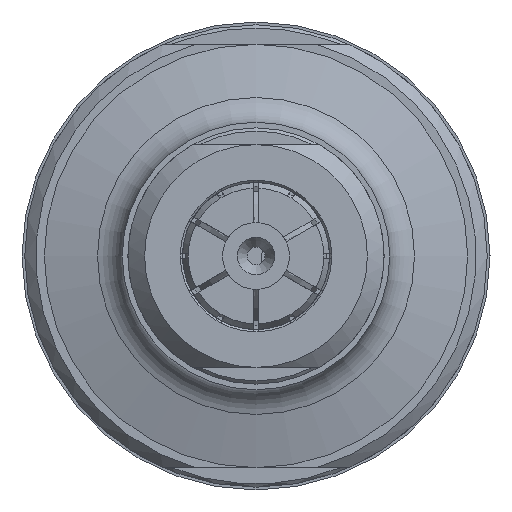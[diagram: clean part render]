
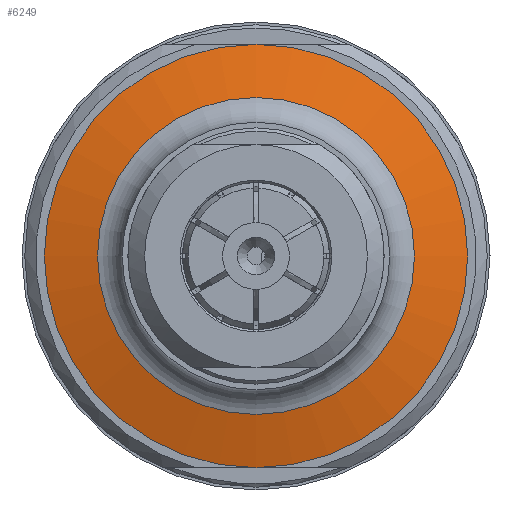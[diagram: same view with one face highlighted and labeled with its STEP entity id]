
A CAD part, left-side view. The second image highlights one B-rep face of the part: STEP entity #6249.
In plain terms, the highlighted conical face has half-angle 75 degrees and reference radius 16.612 mm.
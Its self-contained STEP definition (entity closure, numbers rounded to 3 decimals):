
#473=CONICAL_SURFACE('',#6744,16.612,1.309);
#677=LINE('',#9659,#1115);
#1115=VECTOR('',#7759,16.612);
#1567=FACE_OUTER_BOUND('',#1925,.T.);
#1925=EDGE_LOOP('',(#4503,#4504,#4505,#4506,#4507));
#2305=CIRCLE('',#6743,19.);
#2306=CIRCLE('',#6745,14.224);
#2307=CIRCLE('',#6746,14.224);
#2727=VERTEX_POINT('',#9654);
#2728=VERTEX_POINT('',#9658);
#2729=VERTEX_POINT('',#9660);
#3404=EDGE_CURVE('',#2727,#2727,#2305,.T.);
#3405=EDGE_CURVE('',#2727,#2728,#677,.T.);
#3406=EDGE_CURVE('',#2728,#2729,#2306,.T.);
#3407=EDGE_CURVE('',#2729,#2728,#2307,.T.);
#4503=ORIENTED_EDGE('',*,*,#3404,.F.);
#4504=ORIENTED_EDGE('',*,*,#3405,.T.);
#4505=ORIENTED_EDGE('',*,*,#3406,.T.);
#4506=ORIENTED_EDGE('',*,*,#3407,.T.);
#4507=ORIENTED_EDGE('',*,*,#3405,.F.);
#6249=ADVANCED_FACE('',(#1567),#473,.T.);
#6743=AXIS2_PLACEMENT_3D('',#9656,#7755,#7756);
#6744=AXIS2_PLACEMENT_3D('',#9657,#7757,#7758);
#6745=AXIS2_PLACEMENT_3D('',#9661,#7760,#7761);
#6746=AXIS2_PLACEMENT_3D('',#9662,#7762,#7763);
#7755=DIRECTION('center_axis',(1.,0.,0.));
#7756=DIRECTION('ref_axis',(0.,1.,0.));
#7757=DIRECTION('center_axis',(1.,0.,0.));
#7758=DIRECTION('ref_axis',(0.,1.,0.));
#7759=DIRECTION('',(-0.259,0.966,0.));
#7760=DIRECTION('center_axis',(1.,0.,0.));
#7761=DIRECTION('ref_axis',(0.,1.,0.));
#7762=DIRECTION('center_axis',(1.,0.,0.));
#7763=DIRECTION('ref_axis',(0.,1.,0.));
#9654=CARTESIAN_POINT('',(-52.8,-19.,0.));
#9656=CARTESIAN_POINT('Origin',(-52.8,0.,0.));
#9657=CARTESIAN_POINT('Origin',(-53.44,0.,
0.));
#9658=CARTESIAN_POINT('',(-54.08,-14.224,0.));
#9659=CARTESIAN_POINT('',(-53.44,-16.612,0.));
#9660=CARTESIAN_POINT('',(-54.08,0.,14.224));
#9661=CARTESIAN_POINT('Origin',(-54.08,0.,
0.));
#9662=CARTESIAN_POINT('Origin',(-54.08,0.,
0.));
